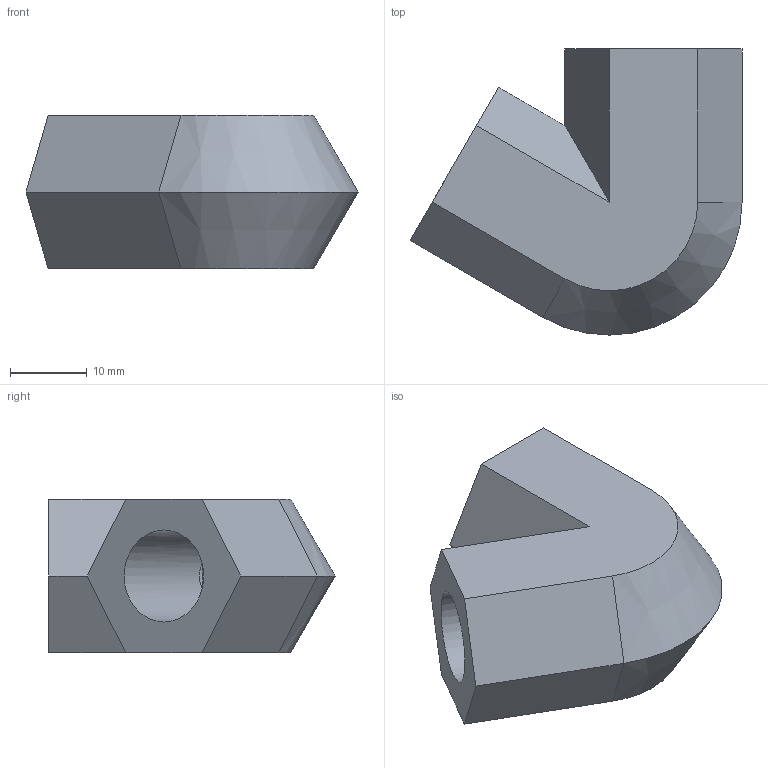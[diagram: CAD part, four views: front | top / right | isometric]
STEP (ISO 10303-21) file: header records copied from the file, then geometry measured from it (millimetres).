
FILE_DESCRIPTION(/* description */ (''),/* implementation_level */ '2;1');
FILE_NAME(/* name */ 'R2 Ry0 Ry60 C.step',/* time_stamp */ '2023-01-26T13:02:05+01:00',/* author */ (''),/* organization */ (''),/* preprocessor_version */ 'ST-DEVELOPER v19.2',/* originating_system */ 'Autodesk Translation Framework v11.17.0.187',/* authorisation */ '');
FILE_SCHEMA (('AUTOMOTIVE_DESIGN { 1 0 10303 214 3 1 1 }'));
Length unit declared in the file: millimetre
Products named in the file (1): R2 Ry0 Ry60 C
Bounding box: 43.3 x 37.32 x 20 mm (x, y, z)
Volume: 11982.6 mm3; surface area: 5948.5 mm2
Topology: 1 solids, 1 shells, 17 faces, 43 edges, 26 vertices
Faces by surface type: plane 12, cylinder 2, cone 2, bspline 1
Full cylindrical faces by diameter (mm): 12 x2
Entity records: 576 total; most frequent: CARTESIAN_POINT 129, DIRECTION 84, ORIENTED_EDGE 82, EDGE_CURVE 41, LINE 32, VECTOR 32, VERTEX_POINT 26, AXIS2_PLACEMENT_3D 26
